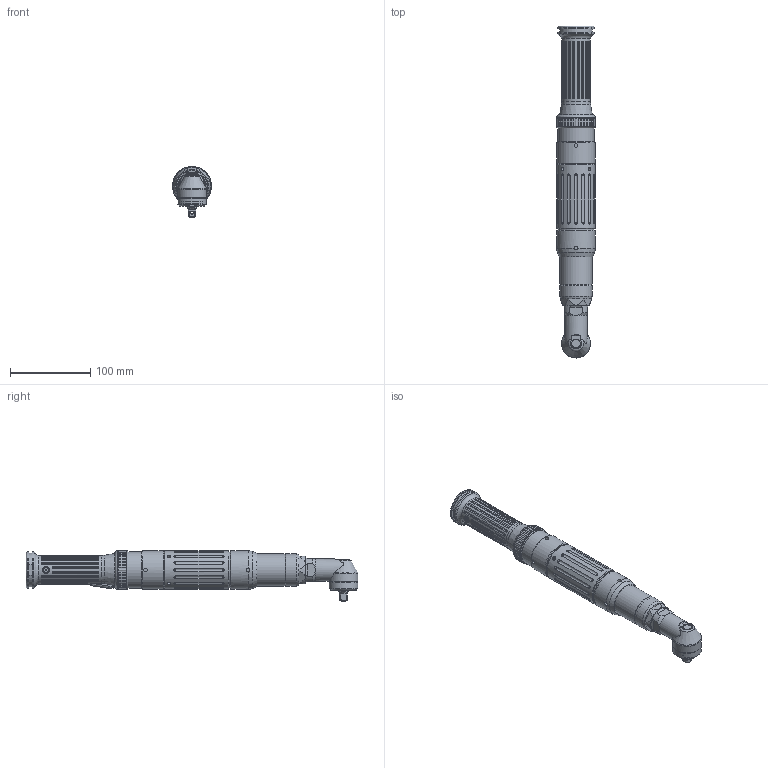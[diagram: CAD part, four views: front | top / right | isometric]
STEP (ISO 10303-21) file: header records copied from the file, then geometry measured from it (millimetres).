
FILE_DESCRIPTION(/* description */ (''),/* implementation_level */ '2;1');
FILE_NAME(/* name */ 'HFT-040M80-A1-20(DS-H005)_OUTLINE.stp',/* time_stamp */ '2017-10-23T09:15:08+09:00',/* author */ ('hirokisenga'),/* organization */ (''),/* preprocessor_version */ 'ST-DEVELOPER v16.5',/* originating_system */ 'Autodesk Inventor 2017',/* authorisation */ '');
FILE_SCHEMA (('AUTOMOTIVE_DESIGN { 1 0 10303 214 3 1 1 }'));
Length unit declared in the file: millimetre
Products named in the file (1): HFT-040M80-A1-20(DS-H005)_OUTLINE
Bounding box: 49 x 414 x 63.98 mm (x, y, z)
Volume: 540422.7 mm3; surface area: 98349.8 mm2
Topology: 1 solids, 2 shells, 976 faces, 2436 edges, 1555 vertices
Faces by surface type: plane 535, cylinder 288, sphere 60, cone 49, torus 25, bspline 19
Full cylindrical faces by diameter (mm): 1 x24, 1.5 x1, 1.6 x4, 3 x1, 3.18 x1, 4 x3, 4.5 x1, 4.6 x12, 6 x1, 6.8 x2, 8 x3, 9 x3, 11 x1, 11.8 x1, 13.2 x1, 14.9 x1, 21.4 x1, 28 x1, 30 x1, 31.204 x1, 32 x1, 32.5 x1, 34 x2, 34.2 x1, 36 x3, 38 x1, 38.2 x1, 39 x1, 40 x3, 41.2 x1
Entity records: 31172 total; most frequent: CARTESIAN_POINT 7578, DIRECTION 4998, ORIENTED_EDGE 4376, EDGE_CURVE 2175, AXIS2_PLACEMENT_3D 2068, VERTEX_POINT 1462, EDGE_LOOP 1267, CIRCLE 985
